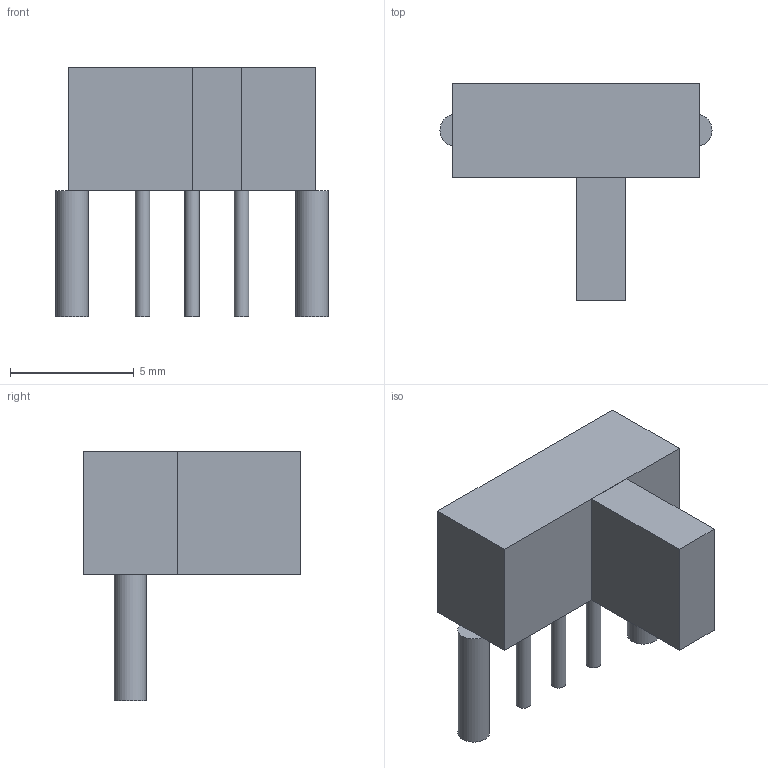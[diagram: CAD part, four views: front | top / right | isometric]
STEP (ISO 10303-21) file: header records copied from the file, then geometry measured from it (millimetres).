
FILE_DESCRIPTION(('CAx-IF Rec.Pracs.---Model Styling and Organization---1.5---2016-08-15','CAx-IF Rec.Pracs.---Geometric and Assembly Validation Properties---4.4---2016-08-17','CAx-IF Rec.Pracs.---User Defined Attributes---1.5---2016-08-15','CAx-IF Rec.Pracs.---External References---2.1---2005-01-19'),'2;1');
FILE_NAME('669071.1.2.step','2022-12-02T09:08:58',('Unspecified'),('Unspecified'),'CAD Exchanger 3.8.1 (cadexchanger.com)','Unspecified','');
FILE_SCHEMA(('AUTOMOTIVE_DESIGN { 1 0 10303 214 1 1 1 1 }'));
Length unit declared in the file: millimetre
Products named in the file (3): ASSEMBLY; Body; Leads
Assembly tree (6 placements, depth 2):
  ASSEMBLY
    Body
    Leads  x5
Bounding box: 11 x 8.8 x 10.1 mm (x, y, z)
Volume: 329.3 mm3; surface area: 691.5 mm2
Topology: 27 solids, 27 shells, 87 faces, 99 edges, 66 vertices
Faces by surface type: plane 62, cylinder 25
Full cylindrical faces by diameter (mm): 0.6 x15, 1.3 x10
Entity records: 682 total; most frequent: DIRECTION 107, CARTESIAN_POINT 94, ORIENTED_EDGE 78, AXIS2_PLACEMENT_3D 39, EDGE_CURVE 39, LINE 29, VECTOR 29, ADVANCED_FACE 27
